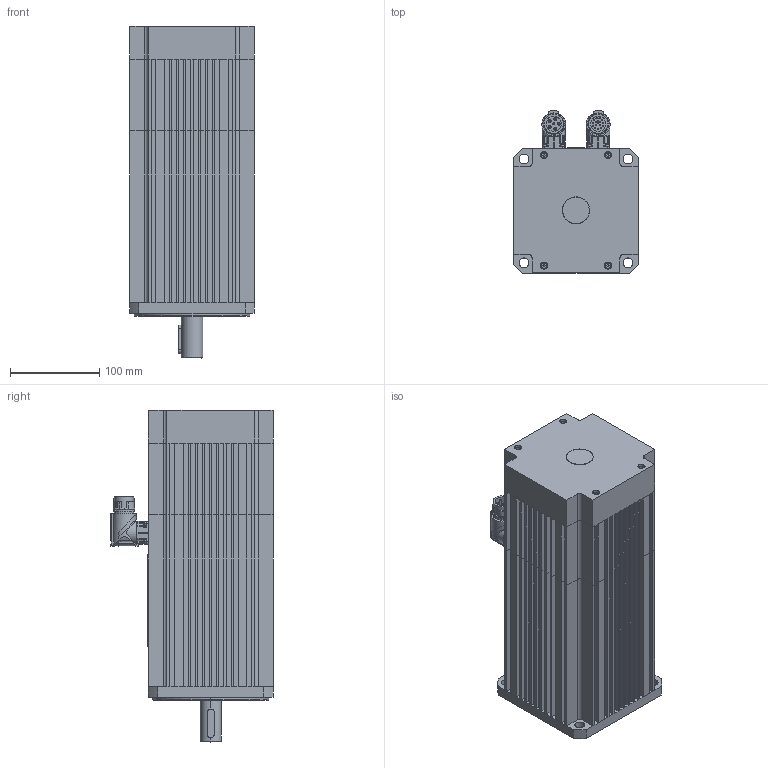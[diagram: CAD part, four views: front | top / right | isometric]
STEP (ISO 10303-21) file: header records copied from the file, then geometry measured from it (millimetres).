
FILE_DESCRIPTION((''),'2;1');
FILE_NAME('FP-1714 + Enc. Heiden. ECN-EQN 1100 + Fre Keb 07-18.stp','2012-09-25T08:16:06',('arodrigo'),(''),'Autodesk Inventor 9','Autodesk Inventor 9','');
FILE_SCHEMA(('AUTOMOTIVE_DESIGN { 1 0 10303 214 1 1 1 1 }'));
Length unit declared in the file: millimetre
Products named in the file (1): Pieza1
Bounding box: 140 x 182.15 x 372.9 mm (x, y, z)
Volume: 4974662.8 mm3; surface area: 459530.2 mm2
Topology: 26 solids, 34 shells, 1493 faces, 3808 edges, 2297 vertices
Faces by surface type: plane 724, cylinder 416, bspline 141, cone 94, sphere 62, torus 56
Entity records: 45657 total; most frequent: CARTESIAN_POINT 10487, DIRECTION 7485, ORIENTED_EDGE 7256, EDGE_CURVE 3628, AXIS2_PLACEMENT_3D 2773, VERTEX_POINT 2281, VECTOR 1939, LINE 1939
